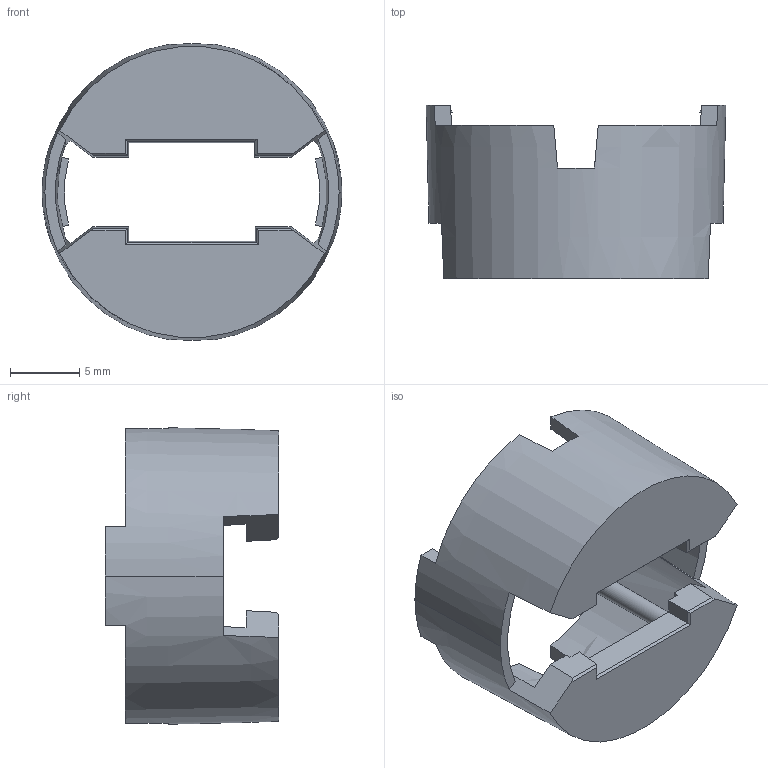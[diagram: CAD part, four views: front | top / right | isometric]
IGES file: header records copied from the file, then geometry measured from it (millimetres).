
Start section:  PTC IGES file: 60435.igs
Global section: file name: 60435.igs; native system: Pro/ENGINEER by Parametric Technology Corporation; preprocessor: 2006010; author: inveraritym; organization: Unknown; date: 20070125.140534; units: millimetre
Bounding box: 21.59 x 12.5 x 21.36 mm (x, y, z)
Volume: 881.1 mm3; surface area: 1875.7 mm2
Topology: 1 solids, 1 shells, 148 faces, 378 edges, 230 vertices
Faces by surface type: bspline 84, revolution 64
